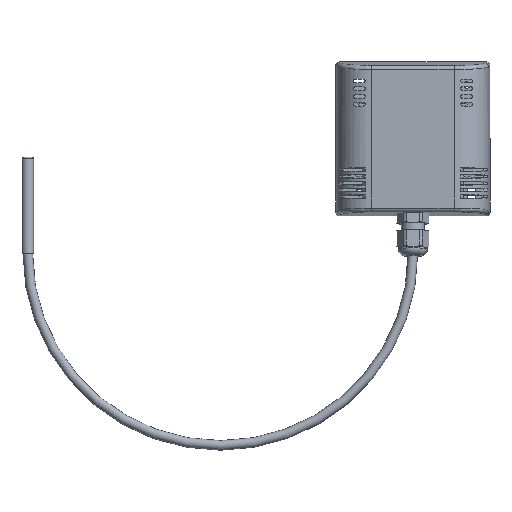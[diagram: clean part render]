
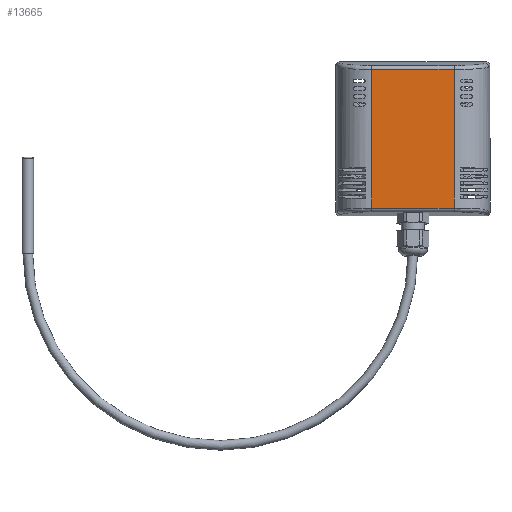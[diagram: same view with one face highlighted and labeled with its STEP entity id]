
A CAD part, top view. The second image highlights one B-rep face of the part: STEP entity #13665.
In plain terms, the highlighted face is planar.
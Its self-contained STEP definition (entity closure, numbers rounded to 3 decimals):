
#1561=FACE_OUTER_BOUND('',#2370,.T.);
#2370=EDGE_LOOP('',(#11701,#11702,#11703,#11704));
#3298=LINE('',#22611,#4427);
#3351=LINE('',#23330,#4480);
#3531=LINE('',#24397,#4660);
#3533=LINE('',#24437,#4662);
#4427=VECTOR('',#17074,10.);
#4480=VECTOR('',#17225,10.);
#4660=VECTOR('',#17711,10.);
#4662=VECTOR('',#17719,10.);
#5964=VERTEX_POINT('',#22607);
#5966=VERTEX_POINT('',#22610);
#6052=VERTEX_POINT('',#23325);
#6053=VERTEX_POINT('',#23328);
#7668=EDGE_CURVE('',#5964,#5966,#3298,.T.);
#7789=EDGE_CURVE('',#6053,#6052,#3351,.T.);
#8055=EDGE_CURVE('',#6052,#5964,#3531,.T.);
#8058=EDGE_CURVE('',#5966,#6053,#3533,.T.);
#11701=ORIENTED_EDGE('',*,*,#8055,.F.);
#11702=ORIENTED_EDGE('',*,*,#7789,.F.);
#11703=ORIENTED_EDGE('',*,*,#8058,.F.);
#11704=ORIENTED_EDGE('',*,*,#7668,.F.);
#12379=PLANE('',#14693);
#13665=ADVANCED_FACE('',(#1561),#12379,.T.);
#14693=AXIS2_PLACEMENT_3D('',#24436,#17717,#17718);
#17074=DIRECTION('',(0.,0.,-1.));
#17225=DIRECTION('',(0.,0.,1.));
#17711=DIRECTION('',(-1.,0.,0.));
#17717=DIRECTION('center_axis',(0.,1.,0.));
#17718=DIRECTION('ref_axis',(0.,0.,1.));
#17719=DIRECTION('',(1.,0.,0.));
#22607=CARTESIAN_POINT('',(18.681,25.,75.98));
#22610=CARTESIAN_POINT('',(18.681,25.,4.02));
#22611=CARTESIAN_POINT('',(18.681,25.,0.));
#23325=CARTESIAN_POINT('',(61.319,25.,75.98));
#23328=CARTESIAN_POINT('',(61.319,25.,4.02));
#23330=CARTESIAN_POINT('',(61.319,25.,0.));
#24397=CARTESIAN_POINT('',(20.,25.,75.98));
#24436=CARTESIAN_POINT('Origin',(0.,25.,0.));
#24437=CARTESIAN_POINT('',(20.,25.,4.02));
